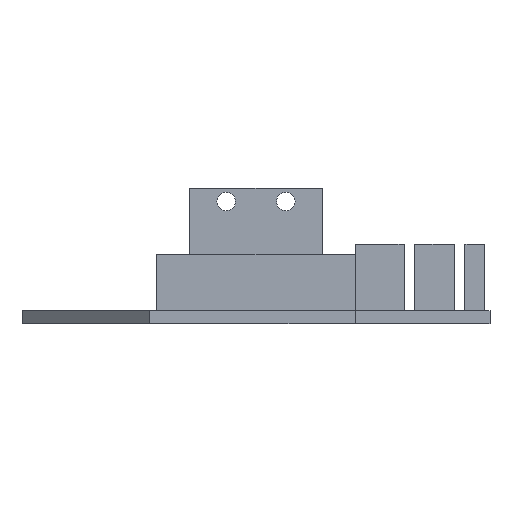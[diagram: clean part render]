
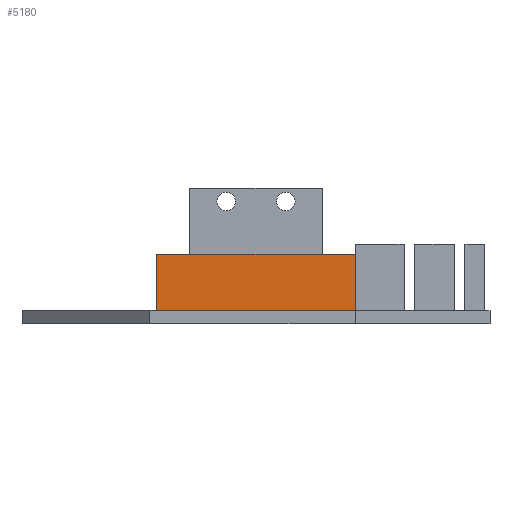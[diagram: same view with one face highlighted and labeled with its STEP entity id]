
A CAD part, left-side view. The second image highlights one B-rep face of the part: STEP entity #5180.
In plain terms, the highlighted planar face has unit normal (-1, 0, 0).
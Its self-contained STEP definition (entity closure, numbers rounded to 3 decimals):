
#4409 = PLANE('',#4410);
#4410 = AXIS2_PLACEMENT_3D('',#4411,#4412,#4413);
#4411 = CARTESIAN_POINT('',(-33.59,15.,8.5));
#4412 = DIRECTION('',(0.,0.,1.));
#4413 = DIRECTION('',(1.,0.,0.));
#4672 = VERTEX_POINT('',#4673);
#4673 = CARTESIAN_POINT('',(-33.59,15.,8.5));
#4689 = PLANE('',#4690);
#4690 = AXIS2_PLACEMENT_3D('',#4691,#4692,#4693);
#4691 = CARTESIAN_POINT('',(-33.59,15.,0.));
#4692 = DIRECTION('',(0.,1.,0.));
#4693 = DIRECTION('',(1.,0.,0.));
#4701 = EDGE_CURVE('',#4702,#4672,#4704,.T.);
#4702 = VERTEX_POINT('',#4703);
#4703 = CARTESIAN_POINT('',(-33.59,-15.,8.5));
#4704 = SURFACE_CURVE('',#4705,(#4709,#4716),.PCURVE_S1.);
#4705 = LINE('',#4706,#4707);
#4706 = CARTESIAN_POINT('',(-33.59,-15.,8.5));
#4707 = VECTOR('',#4708,1.);
#4708 = DIRECTION('',(0.,1.,0.));
#4709 = PCURVE('',#4409,#4710);
#4710 = DEFINITIONAL_REPRESENTATION('',(#4711),#4715);
#4711 = LINE('',#4712,#4713);
#4712 = CARTESIAN_POINT('',(0.,-30.));
#4713 = VECTOR('',#4714,1.);
#4714 = DIRECTION('',(0.,1.));
#4715 = ( GEOMETRIC_REPRESENTATION_CONTEXT(2) 
PARAMETRIC_REPRESENTATION_CONTEXT() REPRESENTATION_CONTEXT('2D SPACE',''
  ) );
#4716 = PCURVE('',#4717,#4722);
#4717 = PLANE('',#4718);
#4718 = AXIS2_PLACEMENT_3D('',#4719,#4720,#4721);
#4719 = CARTESIAN_POINT('',(-33.59,-15.,0.));
#4720 = DIRECTION('',(-1.,0.,0.));
#4721 = DIRECTION('',(0.,1.,0.));
#4722 = DEFINITIONAL_REPRESENTATION('',(#4723),#4727);
#4723 = LINE('',#4724,#4725);
#4724 = CARTESIAN_POINT('',(0.,-8.5));
#4725 = VECTOR('',#4726,1.);
#4726 = DIRECTION('',(1.,0.));
#4727 = ( GEOMETRIC_REPRESENTATION_CONTEXT(2) 
PARAMETRIC_REPRESENTATION_CONTEXT() REPRESENTATION_CONTEXT('2D SPACE',''
  ) );
#4745 = PLANE('',#4746);
#4746 = AXIS2_PLACEMENT_3D('',#4747,#4748,#4749);
#4747 = CARTESIAN_POINT('',(-33.59,-15.,0.));
#4748 = DIRECTION('',(0.,1.,0.));
#4749 = DIRECTION('',(1.,0.,0.));
#4961 = VERTEX_POINT('',#4962);
#4962 = CARTESIAN_POINT('',(-33.59,15.,0.));
#4978 = PLANE('',#4979);
#4979 = AXIS2_PLACEMENT_3D('',#4980,#4981,#4982);
#4980 = CARTESIAN_POINT('',(-33.59,15.,0.));
#4981 = DIRECTION('',(0.,0.,1.));
#4982 = DIRECTION('',(1.,0.,0.));
#4990 = EDGE_CURVE('',#4961,#4672,#4991,.T.);
#4991 = SURFACE_CURVE('',#4992,(#4996,#5003),.PCURVE_S1.);
#4992 = LINE('',#4993,#4994);
#4993 = CARTESIAN_POINT('',(-33.59,15.,0.));
#4994 = VECTOR('',#4995,1.);
#4995 = DIRECTION('',(0.,0.,1.));
#4996 = PCURVE('',#4689,#4997);
#4997 = DEFINITIONAL_REPRESENTATION('',(#4998),#5002);
#4998 = LINE('',#4999,#5000);
#4999 = CARTESIAN_POINT('',(0.,0.));
#5000 = VECTOR('',#5001,1.);
#5001 = DIRECTION('',(0.,-1.));
#5002 = ( GEOMETRIC_REPRESENTATION_CONTEXT(2) 
PARAMETRIC_REPRESENTATION_CONTEXT() REPRESENTATION_CONTEXT('2D SPACE',''
  ) );
#5003 = PCURVE('',#4717,#5004);
#5004 = DEFINITIONAL_REPRESENTATION('',(#5005),#5009);
#5005 = LINE('',#5006,#5007);
#5006 = CARTESIAN_POINT('',(30.,0.));
#5007 = VECTOR('',#5008,1.);
#5008 = DIRECTION('',(0.,-1.));
#5009 = ( GEOMETRIC_REPRESENTATION_CONTEXT(2) 
PARAMETRIC_REPRESENTATION_CONTEXT() REPRESENTATION_CONTEXT('2D SPACE',''
  ) );
#5180 = ADVANCED_FACE('',(#5181),#4717,.T.);
#5181 = FACE_BOUND('',#5182,.T.);
#5182 = EDGE_LOOP('',(#5183,#5206,#5207,#5208));
#5183 = ORIENTED_EDGE('',*,*,#5184,.T.);
#5184 = EDGE_CURVE('',#5185,#4702,#5187,.T.);
#5185 = VERTEX_POINT('',#5186);
#5186 = CARTESIAN_POINT('',(-33.59,-15.,0.));
#5187 = SURFACE_CURVE('',#5188,(#5192,#5199),.PCURVE_S1.);
#5188 = LINE('',#5189,#5190);
#5189 = CARTESIAN_POINT('',(-33.59,-15.,0.));
#5190 = VECTOR('',#5191,1.);
#5191 = DIRECTION('',(0.,0.,1.));
#5192 = PCURVE('',#4717,#5193);
#5193 = DEFINITIONAL_REPRESENTATION('',(#5194),#5198);
#5194 = LINE('',#5195,#5196);
#5195 = CARTESIAN_POINT('',(0.,0.));
#5196 = VECTOR('',#5197,1.);
#5197 = DIRECTION('',(0.,-1.));
#5198 = ( GEOMETRIC_REPRESENTATION_CONTEXT(2) 
PARAMETRIC_REPRESENTATION_CONTEXT() REPRESENTATION_CONTEXT('2D SPACE',''
  ) );
#5199 = PCURVE('',#4745,#5200);
#5200 = DEFINITIONAL_REPRESENTATION('',(#5201),#5205);
#5201 = LINE('',#5202,#5203);
#5202 = CARTESIAN_POINT('',(0.,0.));
#5203 = VECTOR('',#5204,1.);
#5204 = DIRECTION('',(0.,-1.));
#5205 = ( GEOMETRIC_REPRESENTATION_CONTEXT(2) 
PARAMETRIC_REPRESENTATION_CONTEXT() REPRESENTATION_CONTEXT('2D SPACE',''
  ) );
#5206 = ORIENTED_EDGE('',*,*,#4701,.T.);
#5207 = ORIENTED_EDGE('',*,*,#4990,.F.);
#5208 = ORIENTED_EDGE('',*,*,#5209,.F.);
#5209 = EDGE_CURVE('',#5185,#4961,#5210,.T.);
#5210 = SURFACE_CURVE('',#5211,(#5215,#5222),.PCURVE_S1.);
#5211 = LINE('',#5212,#5213);
#5212 = CARTESIAN_POINT('',(-33.59,-15.,0.));
#5213 = VECTOR('',#5214,1.);
#5214 = DIRECTION('',(0.,1.,0.));
#5215 = PCURVE('',#4717,#5216);
#5216 = DEFINITIONAL_REPRESENTATION('',(#5217),#5221);
#5217 = LINE('',#5218,#5219);
#5218 = CARTESIAN_POINT('',(0.,0.));
#5219 = VECTOR('',#5220,1.);
#5220 = DIRECTION('',(1.,0.));
#5221 = ( GEOMETRIC_REPRESENTATION_CONTEXT(2) 
PARAMETRIC_REPRESENTATION_CONTEXT() REPRESENTATION_CONTEXT('2D SPACE',''
  ) );
#5222 = PCURVE('',#4978,#5223);
#5223 = DEFINITIONAL_REPRESENTATION('',(#5224),#5228);
#5224 = LINE('',#5225,#5226);
#5225 = CARTESIAN_POINT('',(0.,-30.));
#5226 = VECTOR('',#5227,1.);
#5227 = DIRECTION('',(0.,1.));
#5228 = ( GEOMETRIC_REPRESENTATION_CONTEXT(2) 
PARAMETRIC_REPRESENTATION_CONTEXT() REPRESENTATION_CONTEXT('2D SPACE',''
  ) );
